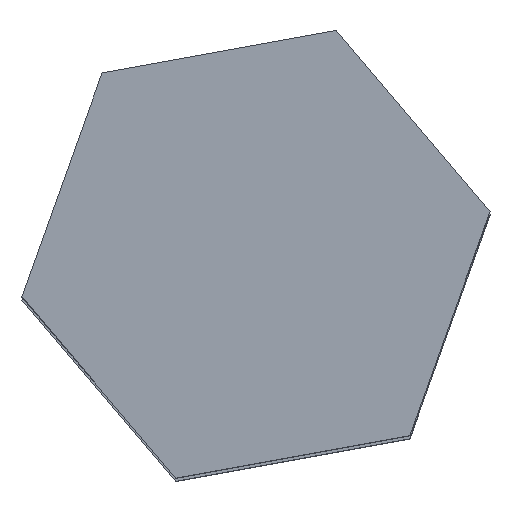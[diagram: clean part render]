
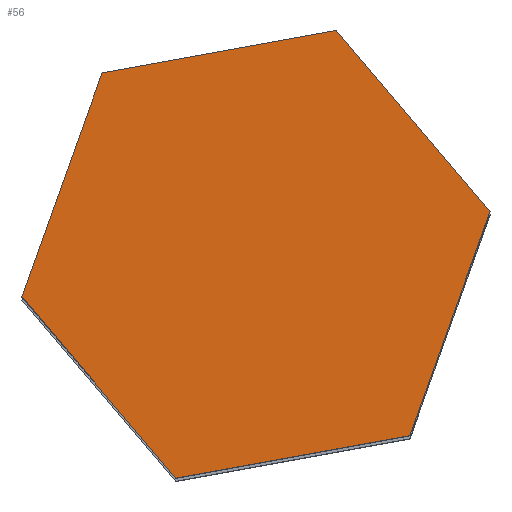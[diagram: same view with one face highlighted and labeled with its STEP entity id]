
A CAD part, top view. The second image highlights one B-rep face of the part: STEP entity #56.
In plain terms, the highlighted planar face has unit normal (0, 0, 1).
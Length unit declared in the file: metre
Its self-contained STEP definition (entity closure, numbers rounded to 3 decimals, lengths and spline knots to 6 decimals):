
#56 = ADVANCED_FACE( '', ( #121 ), #122, .T. );
#121 = FACE_OUTER_BOUND( '', #194, .T. );
#122 = PLANE( '', #195 );
#194 = EDGE_LOOP( '', ( #290, #291, #292, #293, #294, #295 ) );
#195 = AXIS2_PLACEMENT_3D( '', #296, #297, #298 );
#290 = ORIENTED_EDGE( '', *, *, #432, .F. );
#291 = ORIENTED_EDGE( '', *, *, #422, .F. );
#292 = ORIENTED_EDGE( '', *, *, #433, .F. );
#293 = ORIENTED_EDGE( '', *, *, #434, .F. );
#294 = ORIENTED_EDGE( '', *, *, #405, .F. );
#295 = ORIENTED_EDGE( '', *, *, #435, .F. );
#296 = CARTESIAN_POINT( '', ( 0.156238, 0.0508, 0.20955 ) );
#297 = DIRECTION( '', ( 0., 0., 1. ) );
#298 = DIRECTION( '', ( 1., 0., 0. ) );
#405 = EDGE_CURVE( '', #467, #469, #470, .T. );
#422 = EDGE_CURVE( '', #497, #499, #500, .T. );
#432 = EDGE_CURVE( '', #499, #514, #515, .T. );
#433 = EDGE_CURVE( '', #516, #497, #517, .T. );
#434 = EDGE_CURVE( '', #469, #516, #518, .T. );
#435 = EDGE_CURVE( '', #514, #467, #519, .T. );
#467 = VERTEX_POINT( '', #558 );
#469 = VERTEX_POINT( '', #561 );
#470 = LINE( '', #562, #563 );
#497 = VERTEX_POINT( '', #601 );
#499 = VERTEX_POINT( '', #604 );
#500 = LINE( '', #605, #606 );
#514 = VERTEX_POINT( '', #624 );
#515 = LINE( '', #625, #626 );
#516 = VERTEX_POINT( '', #627 );
#517 = LINE( '', #628, #629 );
#518 = LINE( '', #630, #631 );
#519 = LINE( '', #632, #633 );
#558 = CARTESIAN_POINT( '', ( 0.175355, 0.054277, 0.20955 ) );
#561 = CARTESIAN_POINT( '', ( 0.168807, 0.035982, 0.20955 ) );
#562 = CARTESIAN_POINT( '', ( 0.170444, 0.040556, 0.20955 ) );
#563 = VECTOR( '', #681, 1. );
#601 = CARTESIAN_POINT( '', ( 0.137121, 0.047323, 0.20955 ) );
#604 = CARTESIAN_POINT( '', ( 0.143668, 0.065618, 0.20955 ) );
#605 = CARTESIAN_POINT( '', ( 0.142032, 0.061044, 0.20955 ) );
#606 = VECTOR( '', #697, 1. );
#624 = CARTESIAN_POINT( '', ( 0.162786, 0.069094, 0.20955 ) );
#625 = CARTESIAN_POINT( '', ( 0.158006, 0.068225, 0.20955 ) );
#626 = VECTOR( '', #708, 1. );
#627 = CARTESIAN_POINT( '', ( 0.14969, 0.032506, 0.20955 ) );
#628 = CARTESIAN_POINT( '', ( 0.140263, 0.043619, 0.20955 ) );
#629 = VECTOR( '', #709, 1. );
#630 = CARTESIAN_POINT( '', ( 0.154469, 0.033375, 0.20955 ) );
#631 = VECTOR( '', #710, 1. );
#632 = CARTESIAN_POINT( '', ( 0.165928, 0.06539, 0.20955 ) );
#633 = VECTOR( '', #711, 1. );
#681 = DIRECTION( '', ( -0.337, -0.942, 0. ) );
#697 = DIRECTION( '', ( 0.337, 0.942, 0. ) );
#708 = DIRECTION( '', ( 0.984, 0.179, 0. ) );
#709 = DIRECTION( '', ( -0.647, 0.763, 0. ) );
#710 = DIRECTION( '', ( -0.984, -0.179, 0. ) );
#711 = DIRECTION( '', ( 0.647, -0.763, 0. ) );
